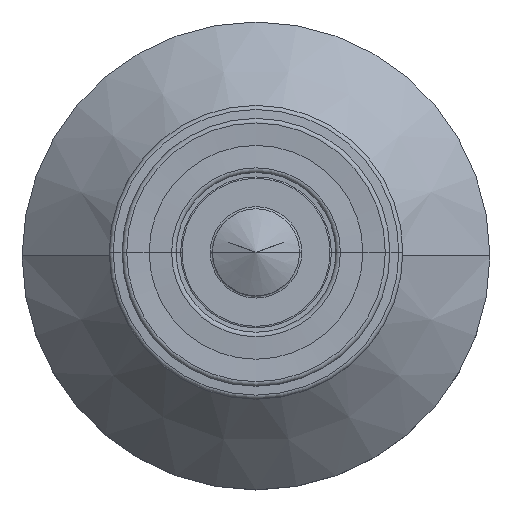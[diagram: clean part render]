
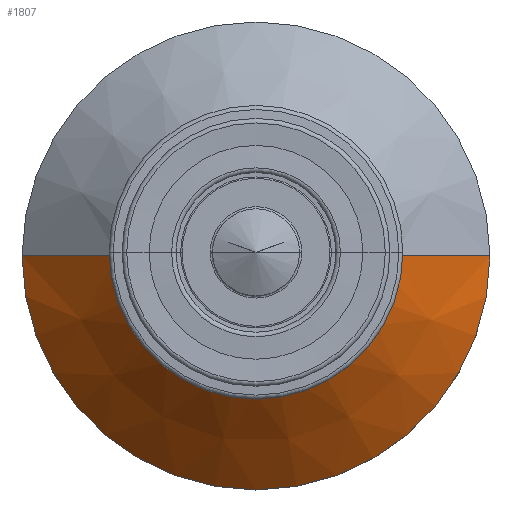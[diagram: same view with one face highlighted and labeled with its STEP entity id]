
A CAD part, top view. The second image highlights one B-rep face of the part: STEP entity #1807.
In plain terms, the highlighted conical face has half-angle 45 degrees and reference radius 12.75 mm.
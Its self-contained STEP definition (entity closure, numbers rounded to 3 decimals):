
#13 = CIRCLE ( 'NONE', #372, 12.75 ) ;
#91 = CONICAL_SURFACE ( 'NONE', #1519, 12.75, 0.785 ) ;
#150 = DIRECTION ( 'NONE',  ( -1., 0., 0. ) ) ;
#289 = DIRECTION ( 'NONE',  ( -0.707, 0., -0.707 ) ) ;
#320 = EDGE_LOOP ( 'NONE', ( #653, #701, #1784, #1837 ) ) ;
#336 = DIRECTION ( 'NONE',  ( 1., 0., 0. ) ) ;
#345 = DIRECTION ( 'NONE',  ( 0., 0., 1. ) ) ;
#355 = CARTESIAN_POINT ( 'NONE',  ( 0., 0., 8. ) ) ;
#372 = AXIS2_PLACEMENT_3D ( 'NONE', #1549, #1396, #1334 ) ;
#421 = CARTESIAN_POINT ( 'NONE',  ( -12.75, 0., 16.75 ) ) ;
#479 = CARTESIAN_POINT ( 'NONE',  ( -21.5, 0., 8. ) ) ;
#504 = CARTESIAN_POINT ( 'NONE',  ( -12.75, 0., 16.75 ) ) ;
#578 = FACE_OUTER_BOUND ( 'NONE', #320, .T. ) ;
#653 = ORIENTED_EDGE ( 'NONE', *, *, #1932, .F. ) ;
#701 = ORIENTED_EDGE ( 'NONE', *, *, #816, .F. ) ;
#708 = CIRCLE ( 'NONE', #1666, 21.5 ) ;
#743 = VERTEX_POINT ( 'NONE', #873 ) ;
#816 = EDGE_CURVE ( 'NONE', #927, #823, #13, .T. ) ;
#823 = VERTEX_POINT ( 'NONE', #1730 ) ;
#860 = VECTOR ( 'NONE', #1434, 1000. ) ;
#873 = CARTESIAN_POINT ( 'NONE',  ( 21.5, 0., 8. ) ) ;
#927 = VERTEX_POINT ( 'NONE', #504 ) ;
#1150 = EDGE_CURVE ( 'NONE', #927, #1327, #1594, .T. ) ;
#1155 = VECTOR ( 'NONE', #289, 1000. ) ;
#1204 = CARTESIAN_POINT ( 'NONE',  ( 0., 0., 16.75 ) ) ;
#1241 = DIRECTION ( 'NONE',  ( 0., 0., -1. ) ) ;
#1291 = LINE ( 'NONE', #1914, #860 ) ;
#1327 = VERTEX_POINT ( 'NONE', #479 ) ;
#1334 = DIRECTION ( 'NONE',  ( 1., 0., 0. ) ) ;
#1396 = DIRECTION ( 'NONE',  ( 0., 0., 1. ) ) ;
#1434 = DIRECTION ( 'NONE',  ( 0.707, 0., -0.707 ) ) ;
#1519 = AXIS2_PLACEMENT_3D ( 'NONE', #1204, #1241, #150 ) ;
#1549 = CARTESIAN_POINT ( 'NONE',  ( 0., 0., 16.75 ) ) ;
#1583 = EDGE_CURVE ( 'NONE', #1327, #743, #708, .T. ) ;
#1594 = LINE ( 'NONE', #421, #1155 ) ;
#1666 = AXIS2_PLACEMENT_3D ( 'NONE', #355, #345, #336 ) ;
#1730 = CARTESIAN_POINT ( 'NONE',  ( 12.75, 0., 16.75 ) ) ;
#1784 = ORIENTED_EDGE ( 'NONE', *, *, #1150, .T. ) ;
#1807 = ADVANCED_FACE ( 'NONE', ( #578 ), #91, .T. ) ;
#1837 = ORIENTED_EDGE ( 'NONE', *, *, #1583, .T. ) ;
#1914 = CARTESIAN_POINT ( 'NONE',  ( 12.75, 0., 16.75 ) ) ;
#1932 = EDGE_CURVE ( 'NONE', #823, #743, #1291, .T. ) ;
